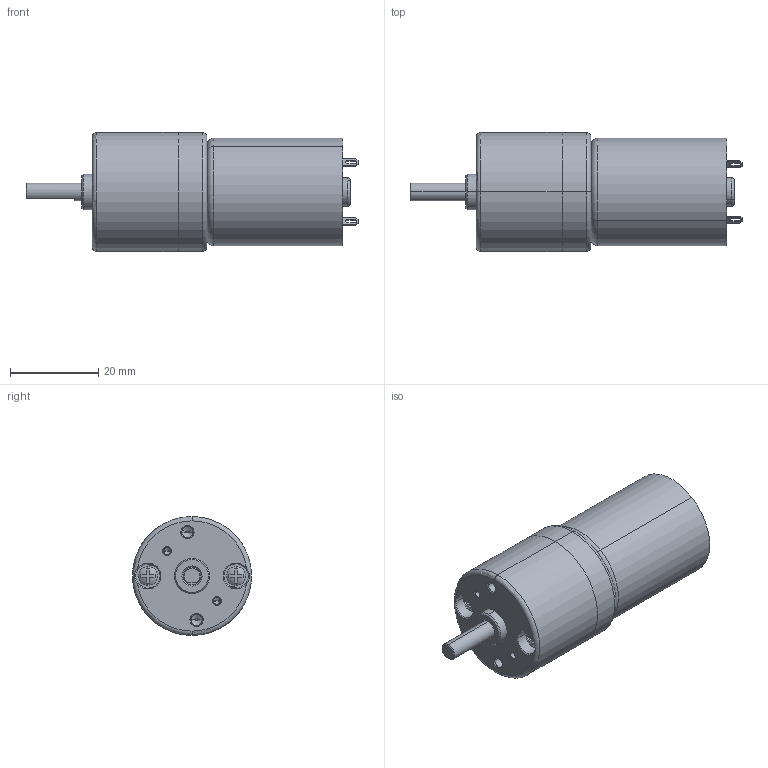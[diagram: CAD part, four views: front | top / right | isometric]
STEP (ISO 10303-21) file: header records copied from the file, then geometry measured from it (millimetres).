
FILE_DESCRIPTION((''),'2;1');
FILE_NAME('27RS-000_ASM','2024-07-10T',('86157'),(''),'PRO/ENGINEER BY PARAMETRIC TECHNOLOGY CORPORATION, 2010280','PRO/ENGINEER BY PARAMETRIC TECHNOLOGY CORPORATION, 2010280','');
FILE_SCHEMA(('CONFIG_CONTROL_DESIGN'));
Length unit declared in the file: millimetre
Products named in the file (10): D027P420K009-12; DSD-D027P510F002; DSD-D027P320G001; DM027P310001; 27RS-1_ASM; DM027P430001; MOTOR-370; 27RS-2_ASM; DM027P350002; 27RS-000_ASM
Assembly tree (11 placements, depth 3):
  27RS-000_ASM
    27RS-1_ASM
      D027P420K009-12
      DSD-D027P510F002
      DSD-D027P320G001  x2
      DM027P310001
    27RS-2_ASM
      DM027P430001
      MOTOR-370
    DM027P350002  x2
Bounding box: 75.3 x 27 x 27 mm (x, y, z)
Volume: 20205.7 mm3; surface area: 12067.3 mm2
Topology: 9 solids, 17 shells, 412 faces, 999 edges, 630 vertices
Faces by surface type: cylinder 171, plane 144, cone 67, torus 22, bspline 4, sphere 4
Entity records: 11619 total; most frequent: DIRECTION 2176, CARTESIAN_POINT 2090, ORIENTED_EDGE 1790, EDGE_CURVE 911, AXIS2_PLACEMENT_3D 874, VERTEX_POINT 582, CIRCLE 469, EDGE_LOOP 443
